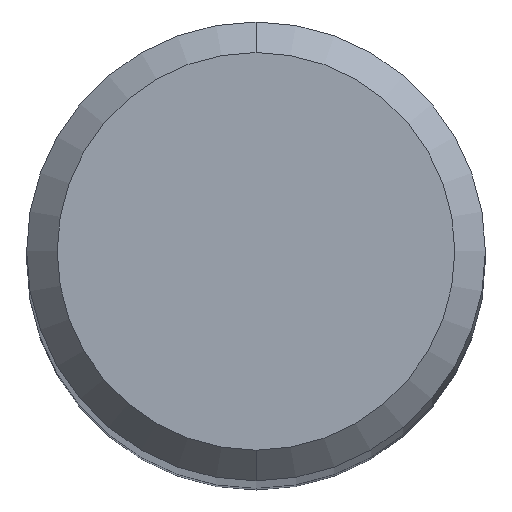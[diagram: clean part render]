
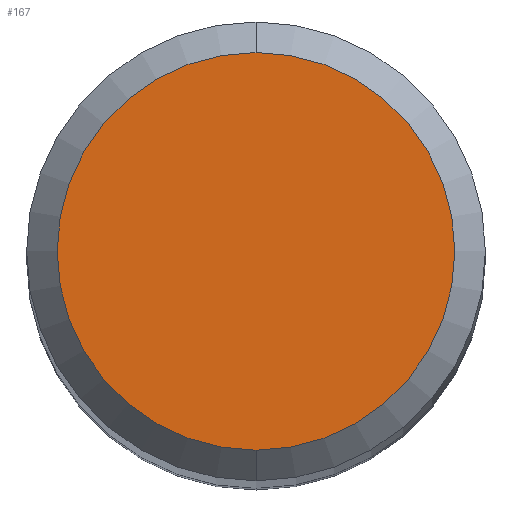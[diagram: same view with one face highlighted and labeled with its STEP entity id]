
A CAD part, top view. The second image highlights one B-rep face of the part: STEP entity #167.
In plain terms, the highlighted planar face has unit normal (0, 0, 1).
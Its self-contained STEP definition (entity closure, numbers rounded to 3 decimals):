
#167=ADVANCED_FACE('',(#442),#443,.T.);
#249=EDGE_CURVE('',#367,#307,#532,.T.);
#289=EDGE_CURVE('',#307,#367,#574,.T.);
#307=VERTEX_POINT('',#593);
#367=VERTEX_POINT('',#658);
#442=FACE_OUTER_BOUND('',#739,.T.);
#443=PLANE('',#740);
#532=CIRCLE('',#944,2.6);
#574=CIRCLE('',#1018,2.6);
#593=CARTESIAN_POINT('',(0.,-2.6,0.0));
#658=CARTESIAN_POINT('',(0.0,2.6,0.0));
#739=EDGE_LOOP('',(#1316,#1317));
#740=AXIS2_PLACEMENT_3D('',#1318,#1319,#1320);
#944=AXIS2_PLACEMENT_3D('',#1402,#1403,#1404);
#1018=AXIS2_PLACEMENT_3D('',#1434,#1435,#1436);
#1316=ORIENTED_EDGE('',*,*,#249,.F.);
#1317=ORIENTED_EDGE('',*,*,#289,.F.);
#1318=CARTESIAN_POINT('',(0.0,1.3,0.0));
#1319=DIRECTION('',(-0.0,0.0,1.0));
#1320=DIRECTION('',(0.0,-1.0,0.0));
#1402=CARTESIAN_POINT('',(0.0,0.0,0.0));
#1403=DIRECTION('',(0.0,0.0,-1.0));
#1404=DIRECTION('',(0.0,1.0,0.0));
#1434=CARTESIAN_POINT('',(0.0,0.0,0.0));
#1435=DIRECTION('',(0.0,0.0,-1.0));
#1436=DIRECTION('',(0.0,1.0,0.0));
